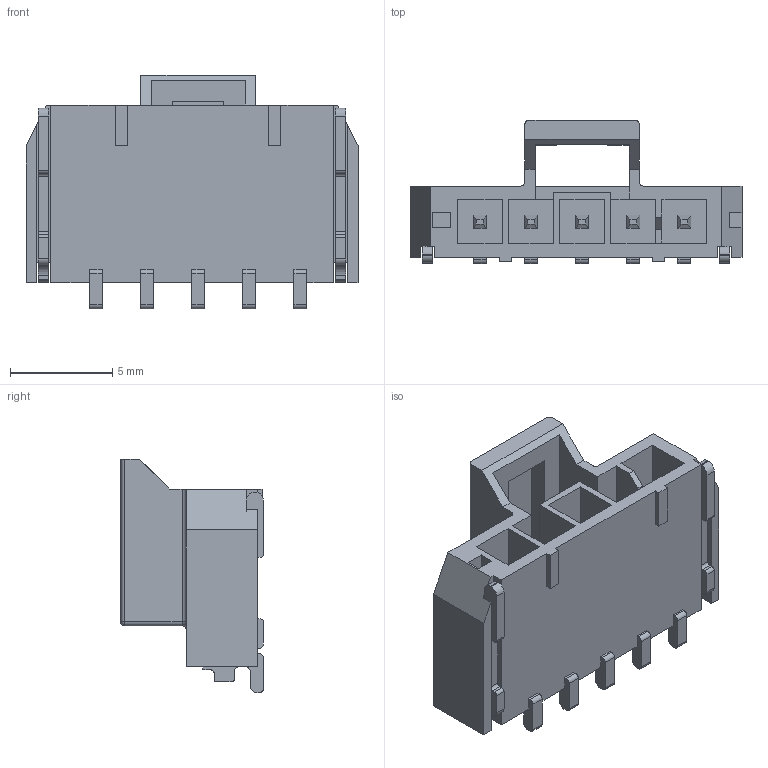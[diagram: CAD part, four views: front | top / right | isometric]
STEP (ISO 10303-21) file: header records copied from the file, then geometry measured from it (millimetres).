
FILE_DESCRIPTION((''),'2;1');
FILE_NAME('1054301105','2021-06-14T',('gga'),(''),'PRO/ENGINEER BY PARAMETRIC TECHNOLOGY CORPORATION, 2016010','PRO/ENGINEER BY PARAMETRIC TECHNOLOGY CORPORATION, 2016010','');
FILE_SCHEMA(('CONFIG_CONTROL_DESIGN'));
Length unit declared in the file: millimetre
Products named in the file (1): 1054301105
Bounding box: 16.24 x 6.99 x 11.43 mm (x, y, z)
Volume: 388.1 mm3; surface area: 1047.2 mm2
Topology: 1 solids, 1 shells, 293 faces, 834 edges, 554 vertices
Faces by surface type: plane 230, cylinder 59, torus 2, sphere 2
Entity records: 9414 total; most frequent: CARTESIAN_POINT 1654, ORIENTED_EDGE 1612, DIRECTION 1542, EDGE_CURVE 806, VECTOR 714, LINE 714, VERTEX_POINT 526, AXIS2_PLACEMENT_3D 414
